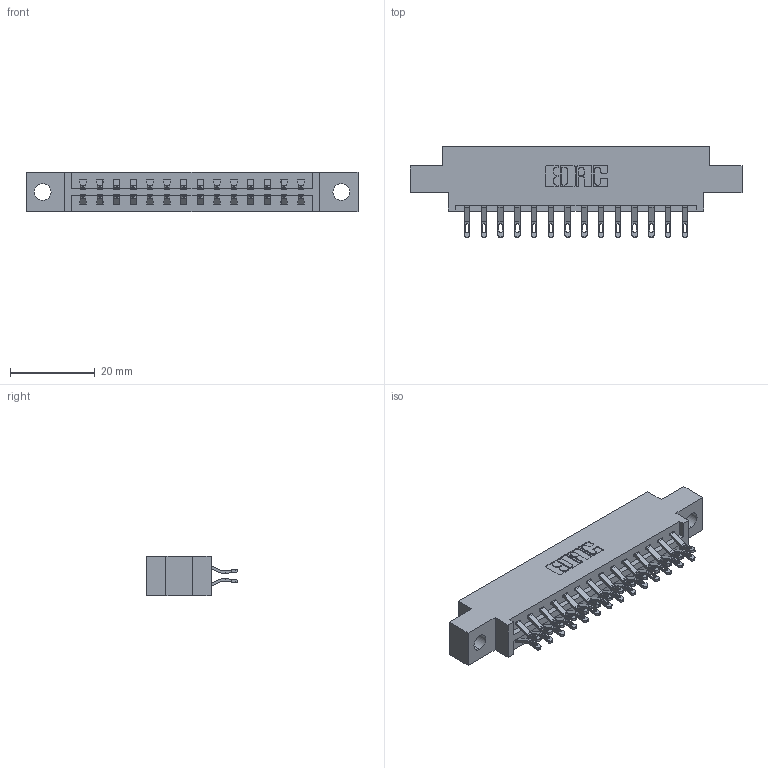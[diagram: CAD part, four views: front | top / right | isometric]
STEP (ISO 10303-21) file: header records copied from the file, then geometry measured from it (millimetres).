
FILE_DESCRIPTION (( 'STEP AP203' ), '1' );
FILE_NAME ('387-028-555-804.STEP', '2019-10-16T22:42:01', ( '' ), ( '' ), 'SwSTEP 2.0', 'SolidWorks 2016', '' );
FILE_SCHEMA (( 'CONFIG_CONTROL_DESIGN' ));
Length unit declared in the file: inch
Products named in the file (3): 387-028-555-804; 337 Part_0.170 Offset - 0.156 Dia-TH; 345-292-001_555 Tail
Assembly tree (29 placements, depth 2):
  387-028-555-804
    337 Part_0.170 Offset - 0.156 Dia-TH
    345-292-001_555 Tail  x28
Bounding box: 78.49 x 21.47 x 9.4 mm (x, y, z)
Volume: 7774.6 mm3; surface area: 8728.5 mm2
Topology: 29 solids, 29 shells, 1798 faces, 5615 edges, 3742 vertices
Faces by surface type: plane 1082, cylinder 716
Entity records: 14937 total; most frequent: CARTESIAN_POINT 2576, ORIENTED_EDGE 2482, DIRECTION 2213, EDGE_CURVE 1241, LINE 1093, VECTOR 1093, VERTEX_POINT 826, AXIS2_PLACEMENT_3D 560
